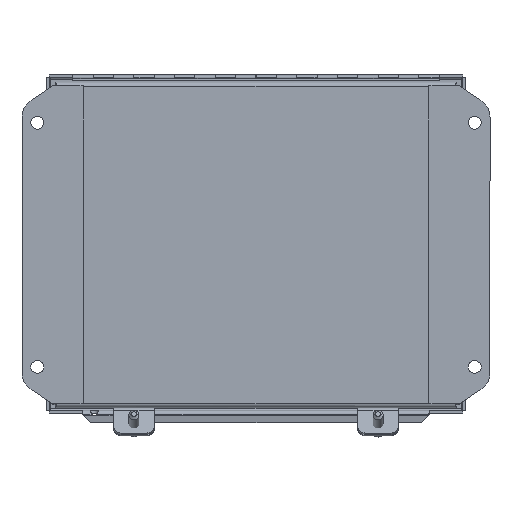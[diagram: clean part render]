
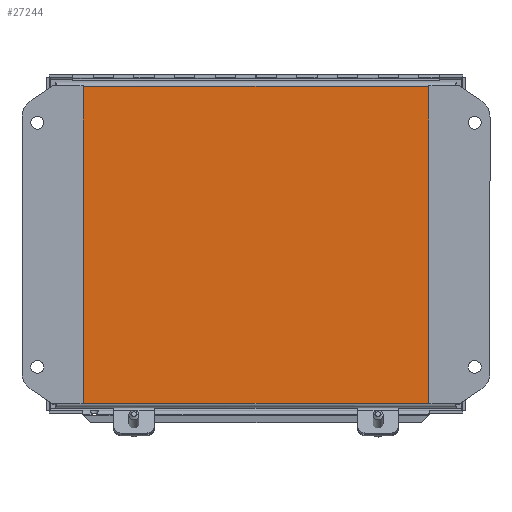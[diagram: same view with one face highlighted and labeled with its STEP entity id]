
A CAD part, left-side view. The second image highlights one B-rep face of the part: STEP entity #27244.
In plain terms, the highlighted face is planar.
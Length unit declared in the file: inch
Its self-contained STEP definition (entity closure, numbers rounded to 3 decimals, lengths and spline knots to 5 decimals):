
#2790 = VERTEX_POINT ( 'NONE', #9380 ) ;
#3611 = VECTOR ( 'NONE', #11080, 39.37008 ) ;
#5386 = ORIENTED_EDGE ( 'NONE', *, *, #25223, .F. ) ;
#5619 = ORIENTED_EDGE ( 'NONE', *, *, #38919, .F. ) ;
#5756 = VERTEX_POINT ( 'NONE', #13734 ) ;
#6493 = LINE ( 'NONE', #29195, #3611 ) ;
#7258 = DIRECTION ( 'NONE',  ( 0., 0., -1. ) ) ;
#7911 = LINE ( 'NONE', #19016, #39475 ) ;
#9380 = CARTESIAN_POINT ( 'NONE',  ( -3.892, 0., 4.892 ) ) ;
#11080 = DIRECTION ( 'NONE',  ( -1., 0., 0. ) ) ;
#11235 = DIRECTION ( 'NONE',  ( 1., 0., 0. ) ) ;
#12861 = PLANE ( 'NONE',  #24653 ) ;
#13734 = CARTESIAN_POINT ( 'NONE',  ( -3.892, 0., -4.892 ) ) ;
#16635 = ORIENTED_EDGE ( 'NONE', *, *, #19363, .F. ) ;
#17026 = CARTESIAN_POINT ( 'NONE',  ( -4., 0., -5. ) ) ;
#18559 = EDGE_LOOP ( 'NONE', ( #5619, #5386, #28934, #16635 ) ) ;
#19016 = CARTESIAN_POINT ( 'NONE',  ( 3.892, 0., -5. ) ) ;
#19363 = EDGE_CURVE ( 'NONE', #38048, #27928, #7911, .T. ) ;
#21123 = CARTESIAN_POINT ( 'NONE',  ( 3.892, 0., -4.892 ) ) ;
#21975 = VECTOR ( 'NONE', #35263, 39.37008 ) ;
#24286 = VECTOR ( 'NONE', #11235, 39.37008 ) ;
#24653 = AXIS2_PLACEMENT_3D ( 'NONE', #17026, #29080, #7258 ) ;
#24761 = DIRECTION ( 'NONE',  ( 0., 0., 1. ) ) ;
#25223 = EDGE_CURVE ( 'NONE', #2790, #5756, #38695, .T. ) ;
#27244 = ADVANCED_FACE ( 'NONE', ( #28379 ), #12861, .F. ) ;
#27928 = VERTEX_POINT ( 'NONE', #39353 ) ;
#28379 = FACE_OUTER_BOUND ( 'NONE', #18559, .T. ) ;
#28934 = ORIENTED_EDGE ( 'NONE', *, *, #36464, .F. ) ;
#29080 = DIRECTION ( 'NONE',  ( 0., -1., 0. ) ) ;
#29195 = CARTESIAN_POINT ( 'NONE',  ( -4., 0., 4.892 ) ) ;
#30016 = CARTESIAN_POINT ( 'NONE',  ( -4., 0., -4.892 ) ) ;
#32425 = LINE ( 'NONE', #30016, #24286 ) ;
#35123 = CARTESIAN_POINT ( 'NONE',  ( -3.892, 0., -5. ) ) ;
#35263 = DIRECTION ( 'NONE',  ( 0., 0., -1. ) ) ;
#36464 = EDGE_CURVE ( 'NONE', #27928, #2790, #6493, .T. ) ;
#38048 = VERTEX_POINT ( 'NONE', #21123 ) ;
#38695 = LINE ( 'NONE', #35123, #21975 ) ;
#38919 = EDGE_CURVE ( 'NONE', #5756, #38048, #32425, .T. ) ;
#39353 = CARTESIAN_POINT ( 'NONE',  ( 3.892, 0., 4.892 ) ) ;
#39475 = VECTOR ( 'NONE', #24761, 39.37008 ) ;
